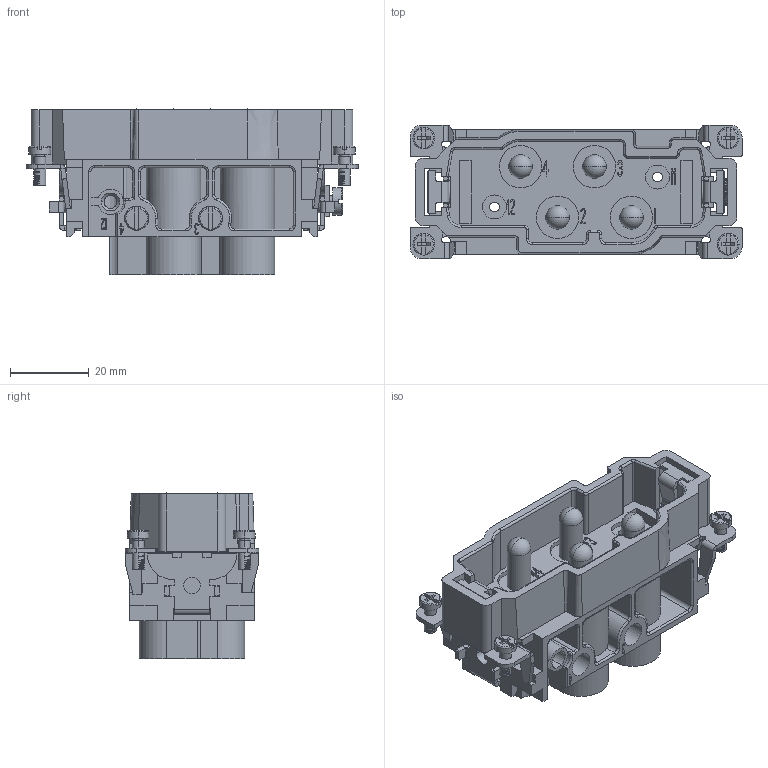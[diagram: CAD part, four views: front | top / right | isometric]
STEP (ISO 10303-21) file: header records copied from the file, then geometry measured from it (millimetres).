
FILE_DESCRIPTION((''),'2;1');
FILE_NAME('2711','2017-09-02T',('tl.yang'),(''),'PRO/ENGINEER BY PARAMETRIC TECHNOLOGY CORPORATION, 2011500','PRO/ENGINEER BY PARAMETRIC TECHNOLOGY CORPORATION, 2011500','');
FILE_SCHEMA(('CONFIG_CONTROL_DESIGN'));
Length unit declared in the file: millimetre
Products named in the file (1): 2711
Bounding box: 84.5 x 34 x 42.25 mm (x, y, z)
Volume: 38220.5 mm3; surface area: 35707.4 mm2
Topology: 1 solids, 1 shells, 1782 faces, 4950 edges, 3198 vertices
Faces by surface type: plane 1168, cylinder 409, torus 93, cone 58, sphere 28, bspline 26
Entity records: 58342 total; most frequent: CARTESIAN_POINT 12292, ORIENTED_EDGE 9884, DIRECTION 9252, EDGE_CURVE 4942, VECTOR 3600, LINE 3600, VERTEX_POINT 3198, AXIS2_PLACEMENT_3D 2826
